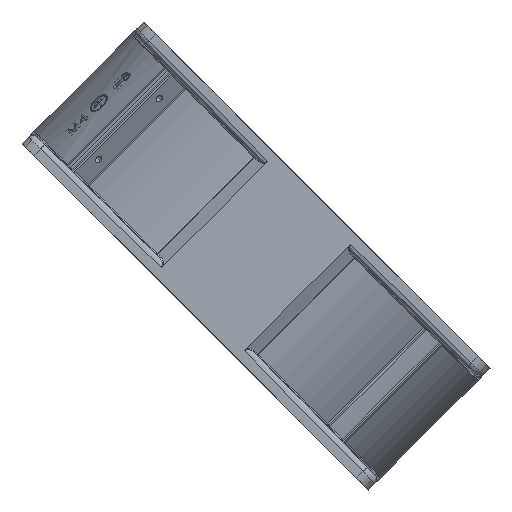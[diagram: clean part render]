
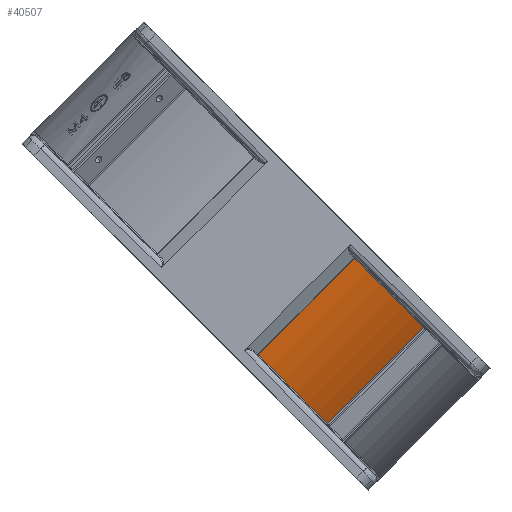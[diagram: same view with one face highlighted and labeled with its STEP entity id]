
A CAD part, front view. The second image highlights one B-rep face of the part: STEP entity #40507.
In plain terms, the highlighted cylindrical face has radius 102.5 mm (diameter 205 mm), a partial arc.
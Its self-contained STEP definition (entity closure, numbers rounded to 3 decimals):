
#2053 = CARTESIAN_POINT ( 'NONE',  ( 55.06, -74.055, -45.161 ) ) ;
#2617 = CIRCLE ( 'NONE', #27604, 102.5 ) ;
#3358 = DIRECTION ( 'NONE',  ( 0.707, 0., 0.707 ) ) ;
#3911 = DIRECTION ( 'NONE',  ( 0.707, 0., 0.707 ) ) ;
#6973 = VERTEX_POINT ( 'NONE', #11789 ) ;
#10668 = EDGE_CURVE ( 'NONE', #43911, #61347, #22663, .T. ) ;
#11746 = EDGE_CURVE ( 'NONE', #35114, #6973, #35282, .T. ) ;
#11789 = CARTESIAN_POINT ( 'NONE',  ( 55.408, -74.055, -44.813 ) ) ;
#13746 = FACE_OUTER_BOUND ( 'NONE', #20905, .T. ) ;
#14040 = AXIS2_PLACEMENT_3D ( 'NONE', #35175, #40995, #46814 ) ;
#14191 = DIRECTION ( 'NONE',  ( -0.707, 0., -0.707 ) ) ;
#14625 = CARTESIAN_POINT ( 'NONE',  ( 45.615, 0., 45.615 ) ) ;
#14748 = CARTESIAN_POINT ( 'NONE',  ( 4.95, 0., 4.95 ) ) ;
#17035 = CIRCLE ( 'NONE', #14040, 102.5 ) ;
#17750 = ORIENTED_EDGE ( 'NONE', *, *, #33522, .F. ) ;
#19422 = AXIS2_PLACEMENT_3D ( 'NONE', #14625, #71855, #60201 ) ;
#20603 = DIRECTION ( 'NONE',  ( 0.707, 0., -0.707 ) ) ;
#20905 = EDGE_LOOP ( 'NONE', ( #60366, #28131, #30320, #17750, #35327, #64195 ) ) ;
#22663 = LINE ( 'NONE', #46298, #25354 ) ;
#23294 = DIRECTION ( 'NONE',  ( 0.707, 0., 0.707 ) ) ;
#25354 = VECTOR ( 'NONE', #23294, 1000. ) ;
#27039 = CIRCLE ( 'NONE', #19422, 102.5 ) ;
#27604 = AXIS2_PLACEMENT_3D ( 'NONE', #55545, #3911, #32785 ) ;
#28131 = ORIENTED_EDGE ( 'NONE', *, *, #10668, .F. ) ;
#29978 = EDGE_CURVE ( 'NONE', #70746, #35114, #2617, .T. ) ;
#30320 = ORIENTED_EDGE ( 'NONE', *, *, #64885, .F. ) ;
#30477 = CARTESIAN_POINT ( 'NONE',  ( 95.725, -74.055, -4.496 ) ) ;
#32785 = DIRECTION ( 'NONE',  ( 0.357, -0.863, -0.357 ) ) ;
#33522 = EDGE_CURVE ( 'NONE', #6973, #39095, #64946, .T. ) ;
#35114 = VERTEX_POINT ( 'NONE', #30477 ) ;
#35175 = CARTESIAN_POINT ( 'NONE',  ( 5.297, 0., 5.297 ) ) ;
#35282 = LINE ( 'NONE', #2053, #37990 ) ;
#35327 = ORIENTED_EDGE ( 'NONE', *, *, #11746, .F. ) ;
#36211 = CARTESIAN_POINT ( 'NONE',  ( 66.798, -98.024, 24.431 ) ) ;
#36883 = AXIS2_PLACEMENT_3D ( 'NONE', #41033, #59491, #42272 ) ;
#37990 = VECTOR ( 'NONE', #14191, 1000. ) ;
#39095 = VERTEX_POINT ( 'NONE', #64299 ) ;
#40507 = ADVANCED_FACE ( 'NONE', ( #13746 ), #61774, .T. ) ;
#40995 = DIRECTION ( 'NONE',  ( -0.707, 0., -0.707 ) ) ;
#41033 = CARTESIAN_POINT ( 'NONE',  ( 5.297, 0., 5.297 ) ) ;
#42272 = DIRECTION ( 'NONE',  ( 0.357, -0.863, -0.357 ) ) ;
#43911 = VERTEX_POINT ( 'NONE', #62477 ) ;
#46298 = CARTESIAN_POINT ( 'NONE',  ( 26.133, -98.024, -16.233 ) ) ;
#46814 = DIRECTION ( 'NONE',  ( 0.357, -0.863, -0.357 ) ) ;
#55545 = CARTESIAN_POINT ( 'NONE',  ( 45.615, 0., 45.615 ) ) ;
#59491 = DIRECTION ( 'NONE',  ( -0.707, 0., -0.707 ) ) ;
#60201 = DIRECTION ( 'NONE',  ( 0.357, -0.863, -0.357 ) ) ;
#60366 = ORIENTED_EDGE ( 'NONE', *, *, #64669, .F. ) ;
#61347 = VERTEX_POINT ( 'NONE', #36211 ) ;
#61774 = CYLINDRICAL_SURFACE ( 'NONE', #73508, 102.5 ) ;
#62115 = CARTESIAN_POINT ( 'NONE',  ( 82.255, -88.438, 8.974 ) ) ;
#62477 = CARTESIAN_POINT ( 'NONE',  ( 26.48, -98.024, -15.886 ) ) ;
#64195 = ORIENTED_EDGE ( 'NONE', *, *, #29978, .F. ) ;
#64299 = CARTESIAN_POINT ( 'NONE',  ( 41.937, -88.438, -31.343 ) ) ;
#64669 = EDGE_CURVE ( 'NONE', #61347, #70746, #27039, .T. ) ;
#64885 = EDGE_CURVE ( 'NONE', #39095, #43911, #17035, .T. ) ;
#64946 = CIRCLE ( 'NONE', #36883, 102.5 ) ;
#70746 = VERTEX_POINT ( 'NONE', #62115 ) ;
#71855 = DIRECTION ( 'NONE',  ( 0.707, 0., 0.707 ) ) ;
#73508 = AXIS2_PLACEMENT_3D ( 'NONE', #14748, #3358, #20603 ) ;
